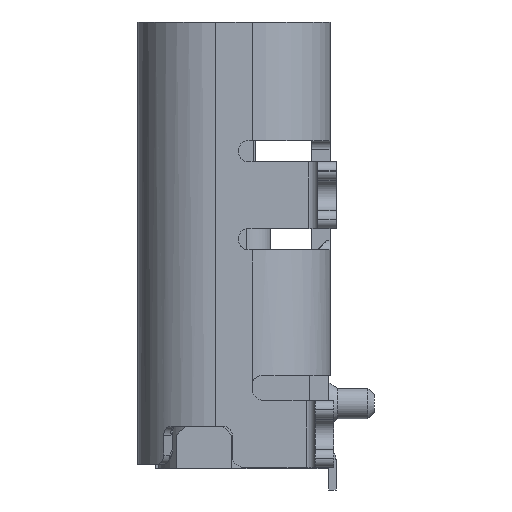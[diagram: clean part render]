
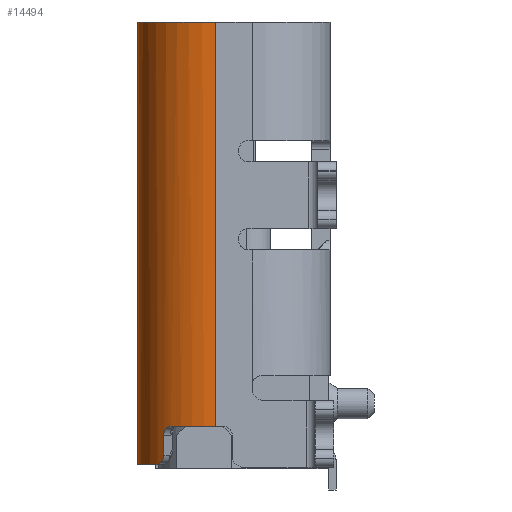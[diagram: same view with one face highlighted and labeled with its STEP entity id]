
A CAD part, left-side view. The second image highlights one B-rep face of the part: STEP entity #14494.
In plain terms, the highlighted cylindrical face has radius 1.28 mm (diameter 2.56 mm), a partial arc.
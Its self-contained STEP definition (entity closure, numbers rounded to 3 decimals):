
#1189=FACE_OUTER_BOUND('',#1899,.T.);
#1899=EDGE_LOOP('',(#12317,#12318,#12319,#12320,#12321,#12322,#12323,#12324));
#2042=B_SPLINE_CURVE_WITH_KNOTS('',3,(#22861,#22862,#22863,#22864,#22865,
#22866,#22867,#22868,#22869,#22870),.UNSPECIFIED.,.F.,.F.,(4,2,2,2,4),(-0.023,
-0.017,-0.011,-0.006,0.),
 .UNSPECIFIED.);
#2043=B_SPLINE_CURVE_WITH_KNOTS('',3,(#22875,#22876,#22877,#22878,#22879,
#22880,#22881,#22882,#22883,#22884,#22885,#22886),.UNSPECIFIED.,.F.,.F.,
(4,2,2,2,2,4),(0.047,0.052,0.058,
0.064,0.07,0.07),.UNSPECIFIED.);
#2141=CIRCLE('',#14769,1.28);
#2274=CIRCLE('',#15336,1.28);
#2317=CIRCLE('',#15449,1.28);
#2565=LINE('',#20157,#4186);
#3721=LINE('',#23093,#5342);
#3811=LINE('',#23471,#5432);
#4186=VECTOR('',#16135,10.);
#5342=VECTOR('',#18555,1000.);
#5432=VECTOR('',#18773,1000.);
#5854=VERTEX_POINT('',#20154);
#5855=VERTEX_POINT('',#20156);
#5875=VERTEX_POINT('',#20204);
#6683=VERTEX_POINT('',#22858);
#6684=VERTEX_POINT('',#22860);
#6685=VERTEX_POINT('',#22873);
#6686=VERTEX_POINT('',#22874);
#6690=VERTEX_POINT('',#22917);
#7211=EDGE_CURVE('',#5855,#5854,#2565,.T.);
#7238=EDGE_CURVE('',#5875,#5855,#2141,.T.);
#8467=EDGE_CURVE('',#6683,#6684,#2042,.T.);
#8469=EDGE_CURVE('',#6685,#6686,#2043,.T.);
#8475=EDGE_CURVE('',#6690,#6683,#2274,.T.);
#8567=EDGE_CURVE('',#5875,#6690,#3721,.T.);
#8675=EDGE_CURVE('',#6686,#5854,#2317,.T.);
#8688=EDGE_CURVE('',#6684,#6685,#3811,.T.);
#12317=ORIENTED_EDGE('',*,*,#8567,.F.);
#12318=ORIENTED_EDGE('',*,*,#7238,.T.);
#12319=ORIENTED_EDGE('',*,*,#7211,.T.);
#12320=ORIENTED_EDGE('',*,*,#8675,.F.);
#12321=ORIENTED_EDGE('',*,*,#8469,.F.);
#12322=ORIENTED_EDGE('',*,*,#8688,.F.);
#12323=ORIENTED_EDGE('',*,*,#8467,.F.);
#12324=ORIENTED_EDGE('',*,*,#8475,.F.);
#13162=CYLINDRICAL_SURFACE('',#15520,1.28);
#14494=ADVANCED_FACE('',(#1189),#13162,.T.);
#14769=AXIS2_PLACEMENT_3D('',#20205,#16172,#16173);
#15336=AXIS2_PLACEMENT_3D('',#22919,#18376,#18377);
#15449=AXIS2_PLACEMENT_3D('',#23315,#18754,#18755);
#15520=AXIS2_PLACEMENT_3D('',#23677,#18974,#18975);
#16135=DIRECTION('',(0.,0.,-1.));
#16172=DIRECTION('center_axis',(0.,0.,
-1.));
#16173=DIRECTION('ref_axis',(1.,0.,0.));
#18376=DIRECTION('center_axis',(0.,0.,-1.));
#18377=DIRECTION('ref_axis',(1.,0.,0.));
#18555=DIRECTION('',(0.,0.,-1.));
#18754=DIRECTION('center_axis',(0.,0.,-1.));
#18755=DIRECTION('ref_axis',(1.,0.,0.));
#18773=DIRECTION('',(0.,0.,-1.));
#18974=DIRECTION('center_axis',(0.,0.,1.));
#18975=DIRECTION('ref_axis',(-0.707,0.707,0.));
#20154=CARTESIAN_POINT('',(-3.19,3.26,-7.275));
#20156=CARTESIAN_POINT('',(-3.19,3.26,0.));
#20157=CARTESIAN_POINT('',(-3.19,3.26,0.));
#20204=CARTESIAN_POINT('',(-4.47,1.98,0.));
#20205=CARTESIAN_POINT('Origin',(-3.19,1.98,0.));
#22858=CARTESIAN_POINT('',(-4.237,2.716,-6.65));
#22860=CARTESIAN_POINT('',(-4.143,2.835,-6.8));
#22861=CARTESIAN_POINT('Ctrl Pts',(-4.237,2.716,-6.65));
#22862=CARTESIAN_POINT('Ctrl Pts',(-4.226,2.732,-6.65));
#22863=CARTESIAN_POINT('Ctrl Pts',(-4.214,2.748,-6.654));
#22864=CARTESIAN_POINT('Ctrl Pts',(-4.191,2.778,-6.669));
#22865=CARTESIAN_POINT('Ctrl Pts',(-4.181,2.791,-6.681));
#22866=CARTESIAN_POINT('Ctrl Pts',(-4.163,2.812,-6.707));
#22867=CARTESIAN_POINT('Ctrl Pts',(-4.155,2.82,-6.724));
#22868=CARTESIAN_POINT('Ctrl Pts',(-4.145,2.832,-6.761));
#22869=CARTESIAN_POINT('Ctrl Pts',(-4.143,2.835,-6.781));
#22870=CARTESIAN_POINT('Ctrl Pts',(-4.143,2.835,-6.8));
#22873=CARTESIAN_POINT('',(-4.143,2.835,-7.125));
#22874=CARTESIAN_POINT('',(-4.031,2.945,-7.275));
#22875=CARTESIAN_POINT('Ctrl Pts',(-4.143,2.835,-7.125));
#22876=CARTESIAN_POINT('Ctrl Pts',(-4.143,2.835,-7.144));
#22877=CARTESIAN_POINT('Ctrl Pts',(-4.14,2.838,-7.164));
#22878=CARTESIAN_POINT('Ctrl Pts',(-4.13,2.849,-7.2));
#22879=CARTESIAN_POINT('Ctrl Pts',(-4.122,2.858,-7.217));
#22880=CARTESIAN_POINT('Ctrl Pts',(-4.103,2.878,-7.244));
#22881=CARTESIAN_POINT('Ctrl Pts',(-4.09,2.89,-7.256));
#22882=CARTESIAN_POINT('Ctrl Pts',(-4.062,2.918,-7.271));
#22883=CARTESIAN_POINT('Ctrl Pts',(-4.046,2.932,-7.275));
#22884=CARTESIAN_POINT('Ctrl Pts',(-4.031,2.945,-7.275));
#22885=CARTESIAN_POINT('Ctrl Pts',(-4.031,2.945,-7.275));
#22886=CARTESIAN_POINT('Ctrl Pts',(-4.031,2.945,-7.275));
#22917=CARTESIAN_POINT('',(-4.47,1.98,-6.65));
#22919=CARTESIAN_POINT('Origin',(-3.19,1.98,-6.65));
#23093=CARTESIAN_POINT('',(-4.47,1.98,-3.638));
#23315=CARTESIAN_POINT('Origin',(-3.19,1.98,-7.275));
#23471=CARTESIAN_POINT('',(-4.143,2.835,-3.638));
#23677=CARTESIAN_POINT('Origin',(-3.19,1.98,-7.319));
